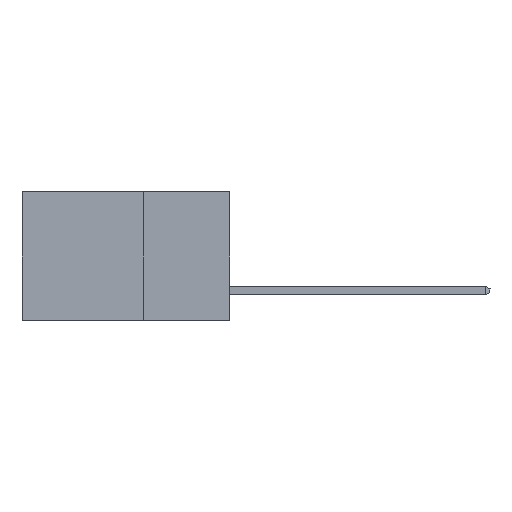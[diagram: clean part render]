
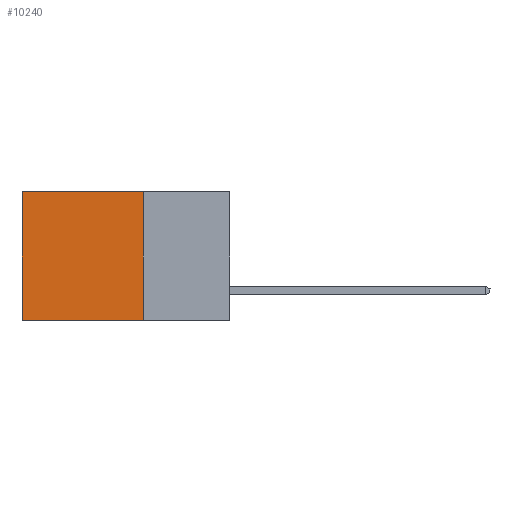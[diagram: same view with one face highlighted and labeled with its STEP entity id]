
A CAD part, left-side view. The second image highlights one B-rep face of the part: STEP entity #10240.
In plain terms, the highlighted planar face has unit normal (-1, 0, 0).
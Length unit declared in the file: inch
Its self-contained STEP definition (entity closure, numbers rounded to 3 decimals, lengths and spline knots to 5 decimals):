
#487 = DIRECTION ( 'NONE',  ( 0., 1., 0. ) ) ;
#1517 = DIRECTION ( 'NONE',  ( 0., 0., -1. ) ) ;
#1558 = ORIENTED_EDGE ( 'NONE', *, *, #8544, .T. ) ;
#2326 = ORIENTED_EDGE ( 'NONE', *, *, #10875, .T. ) ;
#3193 = VECTOR ( 'NONE', #11451, 39.37008 ) ;
#3367 = DIRECTION ( 'NONE',  ( 1., 0., 0. ) ) ;
#4134 = VECTOR ( 'NONE', #487, 39.37008 ) ;
#5073 = VECTOR ( 'NONE', #11293, 39.37008 ) ;
#5678 = CARTESIAN_POINT ( 'NONE',  ( 0.2615, 0.25, -0.37 ) ) ;
#5918 = LINE ( 'NONE', #5678, #5073 ) ;
#6127 = VERTEX_POINT ( 'NONE', #13527 ) ;
#6393 = EDGE_CURVE ( 'NONE', #9748, #6127, #17217, .T. ) ;
#8544 = EDGE_CURVE ( 'NONE', #15152, #21621, #23036, .T. ) ;
#8903 = CARTESIAN_POINT ( 'NONE',  ( 0.2615, 0.25, -0.37 ) ) ;
#9745 = CARTESIAN_POINT ( 'NONE',  ( 0.2615, 0.25, -0.37 ) ) ;
#9748 = VERTEX_POINT ( 'NONE', #11618 ) ;
#10137 = CARTESIAN_POINT ( 'NONE',  ( 0.2615, 0.6, -0.37 ) ) ;
#10240 = ADVANCED_FACE ( 'NONE', ( #14394 ), #21892, .F. ) ;
#10709 = VECTOR ( 'NONE', #13687, 39.37008 ) ;
#10875 = EDGE_CURVE ( 'NONE', #9748, #15152, #20716, .T. ) ;
#11293 = DIRECTION ( 'NONE',  ( 0., 1., 0. ) ) ;
#11451 = DIRECTION ( 'NONE',  ( 0., 0., -1. ) ) ;
#11618 = CARTESIAN_POINT ( 'NONE',  ( 0.2615, 0.25, 0. ) ) ;
#12416 = CARTESIAN_POINT ( 'NONE',  ( 0.2615, 0.6, 0. ) ) ;
#13527 = CARTESIAN_POINT ( 'NONE',  ( 0.2615, 0.25, -0.37 ) ) ;
#13638 = ORIENTED_EDGE ( 'NONE', *, *, #6393, .F. ) ;
#13687 = DIRECTION ( 'NONE',  ( 0., 0., -1. ) ) ;
#14394 = FACE_OUTER_BOUND ( 'NONE', #22311, .T. ) ;
#15079 = AXIS2_PLACEMENT_3D ( 'NONE', #8903, #3367, #1517 ) ;
#15152 = VERTEX_POINT ( 'NONE', #12416 ) ;
#16952 = ORIENTED_EDGE ( 'NONE', *, *, #19479, .F. ) ;
#17217 = LINE ( 'NONE', #9745, #3193 ) ;
#18885 = CARTESIAN_POINT ( 'NONE',  ( 0.2615, 0.25, 0. ) ) ;
#19479 = EDGE_CURVE ( 'NONE', #6127, #21621, #5918, .T. ) ;
#20716 = LINE ( 'NONE', #18885, #4134 ) ;
#21621 = VERTEX_POINT ( 'NONE', #22557 ) ;
#21892 = PLANE ( 'NONE',  #15079 ) ;
#22311 = EDGE_LOOP ( 'NONE', ( #1558, #16952, #13638, #2326 ) ) ;
#22557 = CARTESIAN_POINT ( 'NONE',  ( 0.2615, 0.6, -0.37 ) ) ;
#23036 = LINE ( 'NONE', #10137, #10709 ) ;
